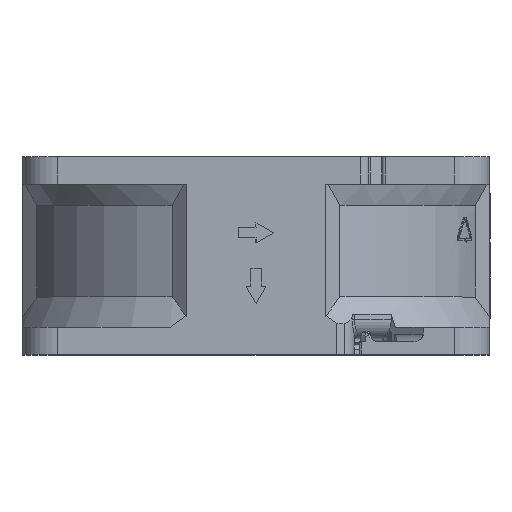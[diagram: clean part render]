
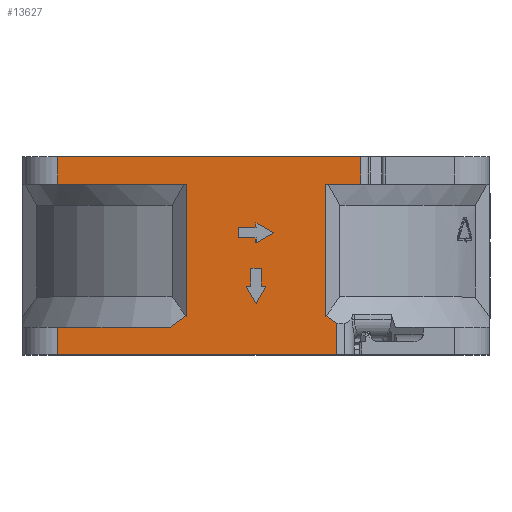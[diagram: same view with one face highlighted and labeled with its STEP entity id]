
A CAD part, top view. The second image highlights one B-rep face of the part: STEP entity #13627.
In plain terms, the highlighted planar face has unit normal (0, 0, 1).
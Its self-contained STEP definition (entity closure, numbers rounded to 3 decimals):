
#291=DIRECTION('',(1.,0.,0.));
#292=VECTOR('',#291,36.004);
#293=CARTESIAN_POINT('',(-25.615,0.,30.135));
#294=LINE('',#293,#292);
#859=DIRECTION('',(1.,0.,0.));
#860=VECTOR('',#859,4.52);
#861=CARTESIAN_POINT('',(9.041,21.999,30.135));
#862=LINE('',#861,#860);
#959=DIRECTION('',(-0.866,0.5,0.));
#960=VECTOR('',#959,2.569);
#961=CARTESIAN_POINT('',(2.225,15.696,30.135));
#962=LINE('',#961,#960);
#963=DIRECTION('',(0.866,0.5,0.));
#964=VECTOR('',#963,2.569);
#965=CARTESIAN_POINT('',(0.,14.412,30.135));
#966=LINE('',#965,#964);
#967=DIRECTION('',(0.5,-0.866,0.));
#968=VECTOR('',#967,2.569);
#969=CARTESIAN_POINT('',(-1.282,8.813,30.135));
#970=LINE('',#969,#968);
#971=DIRECTION('',(0.5,0.866,0.));
#972=VECTOR('',#971,2.569);
#973=CARTESIAN_POINT('',(0.002,6.588,30.135));
#974=LINE('',#973,#972);
#975=DIRECTION('',(1.,0.,0.));
#976=VECTOR('',#975,39.176);
#977=CARTESIAN_POINT('',(-25.615,25.514,30.135));
#978=LINE('',#977,#976);
#979=DIRECTION('',(0.,-1.,0.));
#980=VECTOR('',#979,17.063);
#981=CARTESIAN_POINT('',(9.041,21.999,30.135));
#982=LINE('',#981,#980);
#983=CARTESIAN_POINT('',(9.04,4.936,30.135));
#984=CARTESIAN_POINT('',(9.193,4.839,30.135));
#985=CARTESIAN_POINT('',(9.497,4.64,30.135));
#986=CARTESIAN_POINT('',(9.947,4.334,30.135));
#987=CARTESIAN_POINT('',(10.242,4.124,30.135));
#988=CARTESIAN_POINT('',(10.389,4.018,30.135));
#990=CARTESIAN_POINT('',(-11.064,3.516,30.135));
#991=CARTESIAN_POINT('',(-10.842,3.686,30.135));
#992=CARTESIAN_POINT('',(-10.395,4.019,30.135));
#993=CARTESIAN_POINT('',(-9.722,4.492,30.135));
#994=CARTESIAN_POINT('',(-9.268,4.791,30.135));
#995=CARTESIAN_POINT('',(-9.041,4.936,30.135));
#1005=DIRECTION('',(0.,1.,0.));
#1006=VECTOR('',#1005,0.634);
#1007=CARTESIAN_POINT('',(0.,14.412,30.135));
#1008=LINE('',#1007,#1006);
#1013=DIRECTION('',(-1.,0.,0.));
#1014=VECTOR('',#1013,2.276);
#1015=CARTESIAN_POINT('',(0.,15.045,30.135));
#1016=LINE('',#1015,#1014);
#1021=DIRECTION('',(0.,1.,0.));
#1022=VECTOR('',#1021,1.301);
#1023=CARTESIAN_POINT('',(-2.276,15.045,30.135));
#1024=LINE('',#1023,#1022);
#1029=DIRECTION('',(1.,0.,0.));
#1030=VECTOR('',#1029,2.276);
#1031=CARTESIAN_POINT('',(-2.276,16.347,30.135));
#1032=LINE('',#1031,#1030);
#1037=DIRECTION('',(0.,1.,0.));
#1038=VECTOR('',#1037,0.634);
#1039=CARTESIAN_POINT('',(0.,16.347,30.135));
#1040=LINE('',#1039,#1038);
#1073=DIRECTION('',(1.,0.,0.));
#1074=VECTOR('',#1073,0.634);
#1075=CARTESIAN_POINT('',(-1.282,8.813,30.135));
#1076=LINE('',#1075,#1074);
#1081=DIRECTION('',(0.,1.,0.));
#1082=VECTOR('',#1081,2.276);
#1083=CARTESIAN_POINT('',(-0.649,8.813,30.135));
#1084=LINE('',#1083,#1082);
#1089=DIRECTION('',(1.,0.,0.));
#1090=VECTOR('',#1089,1.301);
#1091=CARTESIAN_POINT('',(-0.649,11.089,30.135));
#1092=LINE('',#1091,#1090);
#1097=DIRECTION('',(0.,-1.,0.));
#1098=VECTOR('',#1097,2.276);
#1099=CARTESIAN_POINT('',(0.653,11.089,30.135));
#1100=LINE('',#1099,#1098);
#1105=DIRECTION('',(1.,0.,0.));
#1106=VECTOR('',#1105,0.634);
#1107=CARTESIAN_POINT('',(0.653,8.813,30.135));
#1108=LINE('',#1107,#1106);
#1153=DIRECTION('',(0.,1.,0.));
#1154=VECTOR('',#1153,3.516);
#1155=CARTESIAN_POINT('',(13.561,21.999,30.135));
#1156=LINE('',#1155,#1154);
#6995=DIRECTION('',(0.,-1.,0.));
#6996=VECTOR('',#6995,3.516);
#6997=CARTESIAN_POINT('',(-25.615,25.514,30.135));
#6998=LINE('',#6997,#6996);
#6999=DIRECTION('',(1.,0.,0.));
#7000=VECTOR('',#6999,16.574);
#7001=CARTESIAN_POINT('',(-25.615,21.999,30.135));
#7002=LINE('',#7001,#7000);
#7035=DIRECTION('',(0.,-1.,0.));
#7036=VECTOR('',#7035,17.063);
#7037=CARTESIAN_POINT('',(-9.041,21.999,30.135));
#7038=LINE('',#7037,#7036);
#7065=DIRECTION('',(-1.,0.,0.));
#7066=VECTOR('',#7065,14.55);
#7067=CARTESIAN_POINT('',(-11.064,3.516,30.135));
#7068=LINE('',#7067,#7066);
#7093=DIRECTION('',(0.,-1.,0.));
#7094=VECTOR('',#7093,3.516);
#7095=CARTESIAN_POINT('',(-25.615,3.516,30.135));
#7096=LINE('',#7095,#7094);
#8554=DIRECTION('',(0.,1.,0.));
#8555=VECTOR('',#8554,4.018);
#8556=CARTESIAN_POINT('',(10.389,0.,30.135));
#8557=LINE('',#8556,#8555);
#10267=CARTESIAN_POINT('',(-25.615,0.,30.135));
#10268=VERTEX_POINT('',#10267);
#10269=CARTESIAN_POINT('',(10.389,0.,30.135));
#10270=VERTEX_POINT('',#10269);
#10417=CARTESIAN_POINT('',(10.389,4.018,30.135));
#10418=VERTEX_POINT('',#10417);
#10419=VERTEX_POINT('',#983);
#10425=CARTESIAN_POINT('',(-25.615,3.516,30.135));
#10426=VERTEX_POINT('',#10425);
#10427=CARTESIAN_POINT('',(-11.064,3.516,30.135));
#10428=VERTEX_POINT('',#10427);
#10429=VERTEX_POINT('',#995);
#10430=CARTESIAN_POINT('',(-9.041,21.999,30.135));
#10431=VERTEX_POINT('',#10430);
#10432=CARTESIAN_POINT('',(-25.615,21.999,30.135));
#10433=VERTEX_POINT('',#10432);
#10434=CARTESIAN_POINT('',(-25.615,25.514,30.135));
#10435=VERTEX_POINT('',#10434);
#10436=CARTESIAN_POINT('',(13.561,21.999,30.135));
#10437=CARTESIAN_POINT('',(13.561,25.514,30.135));
#10438=VERTEX_POINT('',#10436);
#10439=VERTEX_POINT('',#10437);
#10440=CARTESIAN_POINT('',(9.041,21.999,30.135));
#10441=VERTEX_POINT('',#10440);
#10442=CARTESIAN_POINT('',(2.225,15.696,30.135));
#10443=CARTESIAN_POINT('',(0.,16.981,30.135));
#10444=VERTEX_POINT('',#10442);
#10445=VERTEX_POINT('',#10443);
#10446=CARTESIAN_POINT('',(0.,16.347,30.135));
#10447=VERTEX_POINT('',#10446);
#10448=CARTESIAN_POINT('',(-2.276,16.347,30.135));
#10449=VERTEX_POINT('',#10448);
#10450=CARTESIAN_POINT('',(-2.276,15.045,30.135));
#10451=VERTEX_POINT('',#10450);
#10452=CARTESIAN_POINT('',(0.,15.045,30.135));
#10453=VERTEX_POINT('',#10452);
#10454=CARTESIAN_POINT('',(0.,14.412,30.135));
#10455=VERTEX_POINT('',#10454);
#10456=CARTESIAN_POINT('',(-1.282,8.813,30.135));
#10457=CARTESIAN_POINT('',(-0.649,8.813,30.135));
#10458=VERTEX_POINT('',#10456);
#10459=VERTEX_POINT('',#10457);
#10460=CARTESIAN_POINT('',(0.002,6.588,30.135));
#10461=VERTEX_POINT('',#10460);
#10462=CARTESIAN_POINT('',(1.287,8.813,30.135));
#10463=VERTEX_POINT('',#10462);
#10464=CARTESIAN_POINT('',(0.653,8.813,30.135));
#10465=VERTEX_POINT('',#10464);
#10466=CARTESIAN_POINT('',(0.653,11.089,30.135));
#10467=VERTEX_POINT('',#10466);
#10468=CARTESIAN_POINT('',(-0.649,11.089,30.135));
#10469=VERTEX_POINT('',#10468);
#13565=CARTESIAN_POINT('',(30.135,25.514,30.135));
#13566=DIRECTION('',(0.,0.,-1.));
#13567=DIRECTION('',(-1.,0.,0.));
#13568=AXIS2_PLACEMENT_3D('',#13565,#13566,#13567);
#13569=PLANE('',#13568);
#13570=ORIENTED_EDGE('',*,*,#13408,.T.);
#13572=ORIENTED_EDGE('',*,*,#13571,.F.);
#13573=ORIENTED_EDGE('',*,*,#13517,.F.);
#13575=ORIENTED_EDGE('',*,*,#13574,.T.);
#13577=ORIENTED_EDGE('',*,*,#13576,.T.);
#13579=ORIENTED_EDGE('',*,*,#13578,.F.);
#13580=ORIENTED_EDGE('',*,*,#13098,.F.);
#13582=ORIENTED_EDGE('',*,*,#13581,.F.);
#13584=ORIENTED_EDGE('',*,*,#13583,.F.);
#13586=ORIENTED_EDGE('',*,*,#13585,.T.);
#13588=ORIENTED_EDGE('',*,*,#13587,.F.);
#13590=ORIENTED_EDGE('',*,*,#13589,.F.);
#13592=ORIENTED_EDGE('',*,*,#13591,.F.);
#13593=EDGE_LOOP('',(#13570,#13572,#13573,#13575,#13577,#13579,#13580,#13582,
#13584,#13586,#13588,#13590,#13592));
#13594=FACE_OUTER_BOUND('',#13593,.F.);
#13596=ORIENTED_EDGE('',*,*,#13595,.F.);
#13598=ORIENTED_EDGE('',*,*,#13597,.T.);
#13600=ORIENTED_EDGE('',*,*,#13599,.T.);
#13602=ORIENTED_EDGE('',*,*,#13601,.F.);
#13604=ORIENTED_EDGE('',*,*,#13603,.F.);
#13606=ORIENTED_EDGE('',*,*,#13605,.F.);
#13608=ORIENTED_EDGE('',*,*,#13607,.F.);
#13609=EDGE_LOOP('',(#13596,#13598,#13600,#13602,#13604,#13606,#13608));
#13610=FACE_BOUND('',#13609,.F.);
#13612=ORIENTED_EDGE('',*,*,#13611,.T.);
#13614=ORIENTED_EDGE('',*,*,#13613,.F.);
#13616=ORIENTED_EDGE('',*,*,#13615,.F.);
#13618=ORIENTED_EDGE('',*,*,#13617,.F.);
#13620=ORIENTED_EDGE('',*,*,#13619,.F.);
#13622=ORIENTED_EDGE('',*,*,#13621,.F.);
#13624=ORIENTED_EDGE('',*,*,#13623,.T.);
#13625=EDGE_LOOP('',(#13612,#13614,#13616,#13618,#13620,#13622,#13624));
#13626=FACE_BOUND('',#13625,.F.);
#13627=ADVANCED_FACE('',(#13594,#13610,#13626),#13569,.F.);
#989=B_SPLINE_CURVE_WITH_KNOTS('',3,(#983,#984,#985,#986,#987,#988),
.UNSPECIFIED.,.F.,.F.,(4,1,1,4),(0.,0.333,0.667,1.),
.UNSPECIFIED.);
#996=B_SPLINE_CURVE_WITH_KNOTS('',3,(#990,#991,#992,#993,#994,#995),
.UNSPECIFIED.,.F.,.F.,(4,1,1,4),(0.,0.333,0.667,1.),
.UNSPECIFIED.);
#13098=EDGE_CURVE('',#10268,#10270,#294,.T.);
#13408=EDGE_CURVE('',#10435,#10439,#978,.T.);
#13517=EDGE_CURVE('',#10441,#10438,#862,.T.);
#13571=EDGE_CURVE('',#10438,#10439,#1156,.T.);
#13574=EDGE_CURVE('',#10441,#10419,#982,.T.);
#13576=EDGE_CURVE('',#10419,#10418,#989,.T.);
#13578=EDGE_CURVE('',#10270,#10418,#8557,.T.);
#13581=EDGE_CURVE('',#10426,#10268,#7096,.T.);
#13583=EDGE_CURVE('',#10428,#10426,#7068,.T.);
#13585=EDGE_CURVE('',#10428,#10429,#996,.T.);
#13587=EDGE_CURVE('',#10431,#10429,#7038,.T.);
#13589=EDGE_CURVE('',#10433,#10431,#7002,.T.);
#13591=EDGE_CURVE('',#10435,#10433,#6998,.T.);
#13595=EDGE_CURVE('',#10458,#10459,#1076,.T.);
#13597=EDGE_CURVE('',#10458,#10461,#970,.T.);
#13599=EDGE_CURVE('',#10461,#10463,#974,.T.);
#13601=EDGE_CURVE('',#10465,#10463,#1108,.T.);
#13603=EDGE_CURVE('',#10467,#10465,#1100,.T.);
#13605=EDGE_CURVE('',#10469,#10467,#1092,.T.);
#13607=EDGE_CURVE('',#10459,#10469,#1084,.T.);
#13611=EDGE_CURVE('',#10444,#10445,#962,.T.);
#13613=EDGE_CURVE('',#10447,#10445,#1040,.T.);
#13615=EDGE_CURVE('',#10449,#10447,#1032,.T.);
#13617=EDGE_CURVE('',#10451,#10449,#1024,.T.);
#13619=EDGE_CURVE('',#10453,#10451,#1016,.T.);
#13621=EDGE_CURVE('',#10455,#10453,#1008,.T.);
#13623=EDGE_CURVE('',#10455,#10444,#966,.T.);
